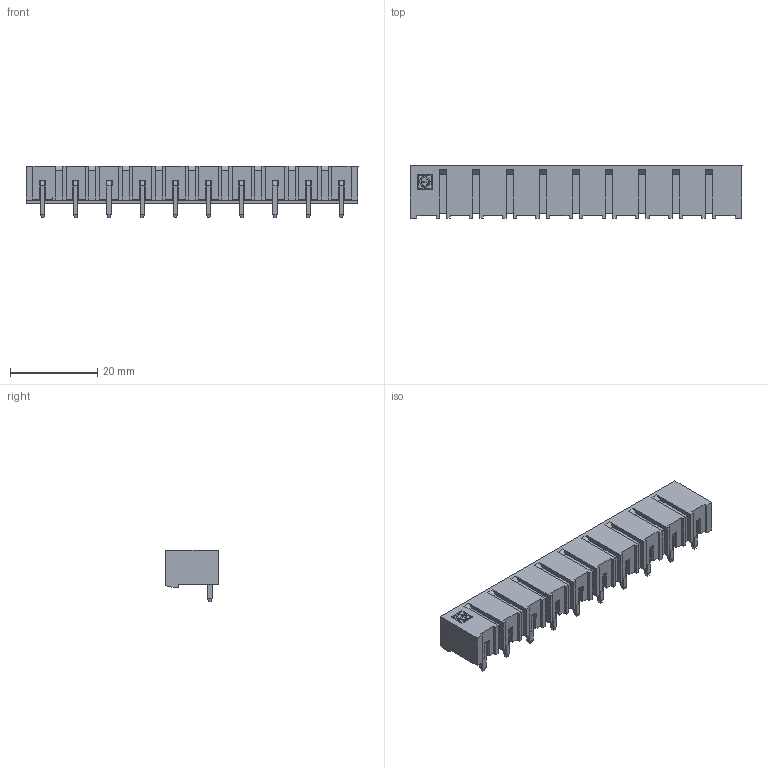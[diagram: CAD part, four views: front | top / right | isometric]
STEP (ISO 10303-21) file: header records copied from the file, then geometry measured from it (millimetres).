
FILE_DESCRIPTION(('STEP AP214'),'1');
FILE_NAME('PV10-7,62-HR-P.stp','2020-02-12T16:56:07',(' '),(' '),'Spatial InterOp 3D',' ',' ');
FILE_SCHEMA(('automotive_design'));
Length unit declared in the file: metre
Products named in the file (1): 1
Bounding box: 76.2 x 12 x 11.9 mm (x, y, z)
Volume: 3340.8 mm3; surface area: 5854.1 mm2
Topology: 1 solids, 1 shells, 623 faces, 1737 edges, 1120 vertices
Faces by surface type: plane 576, cylinder 26, cone 20, extrusion 1
Entity records: 24413 total; most frequent: CARTESIAN_POINT 3529, ORIENTED_EDGE 3434, DIRECTION 3024, EDGE_CURVE 1717, VECTOR 1614, LINE 1613, VERTEX_POINT 1110, AXIS2_PLACEMENT_3D 705
